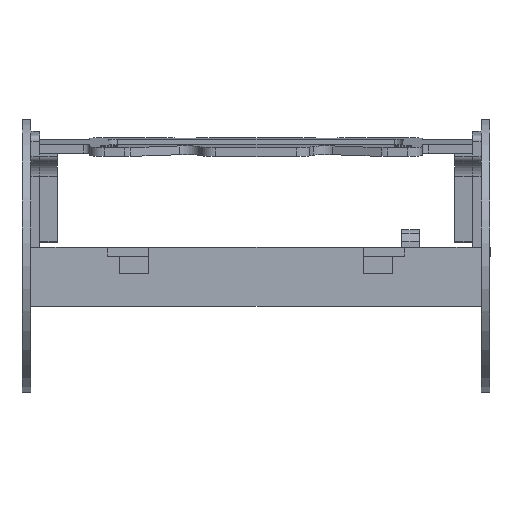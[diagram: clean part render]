
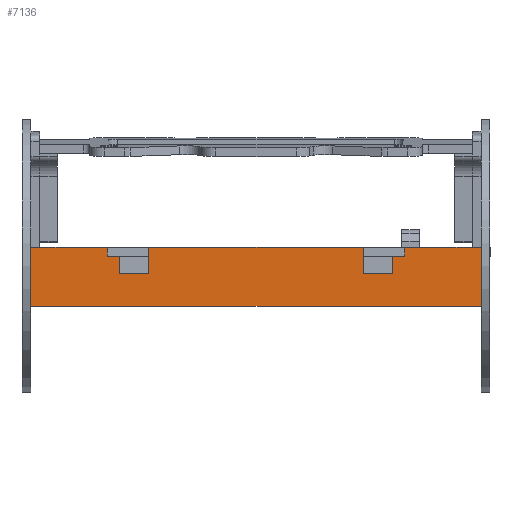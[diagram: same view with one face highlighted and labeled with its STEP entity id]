
A CAD part, top view. The second image highlights one B-rep face of the part: STEP entity #7136.
In plain terms, the highlighted face is planar.
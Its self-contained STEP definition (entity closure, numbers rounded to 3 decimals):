
#293=PLANE('',#7630);
#596=FACE_OUTER_BOUND('',#992,.T.);
#992=EDGE_LOOP('',(#5885,#5886,#5887,#5888,#5889,#5890,#5891,#5892,#5893,
#5894,#5895,#5896,#5897,#5898,#5899,#5900,#5901,#5902,#5903,#5904,#5905,
#5906,#5907,#5908));
#1573=LINE('',#11039,#2367);
#1576=LINE('',#11045,#2370);
#1579=LINE('',#11051,#2373);
#1582=LINE('',#11057,#2376);
#1585=LINE('',#11063,#2379);
#1588=LINE('',#11069,#2382);
#1591=LINE('',#11075,#2385);
#1594=LINE('',#11081,#2388);
#1597=LINE('',#11087,#2391);
#1600=LINE('',#11093,#2394);
#1603=LINE('',#11099,#2397);
#1606=LINE('',#11105,#2400);
#1609=LINE('',#11111,#2403);
#1612=LINE('',#11117,#2406);
#1615=LINE('',#11123,#2409);
#1618=LINE('',#11129,#2412);
#1621=LINE('',#11135,#2415);
#1624=LINE('',#11141,#2418);
#1627=LINE('',#11147,#2421);
#1630=LINE('',#11153,#2424);
#1633=LINE('',#11159,#2427);
#1636=LINE('',#11165,#2430);
#1639=LINE('',#11171,#2433);
#1642=LINE('',#11175,#2436);
#2367=VECTOR('',#8932,3.);
#2370=VECTOR('',#8937,5.);
#2373=VECTOR('',#8942,3.);
#2376=VECTOR('',#8947,4.);
#2379=VECTOR('',#8952,153.);
#2382=VECTOR('',#8957,4.);
#2385=VECTOR('',#8962,3.);
#2388=VECTOR('',#8967,5.);
#2391=VECTOR('',#8972,3.);
#2394=VECTOR('',#8977,11.);
#2397=VECTOR('',#8982,26.);
#2400=VECTOR('',#8987,3.);
#2403=VECTOR('',#8992,4.);
#2406=VECTOR('',#8997,6.);
#2409=VECTOR('',#9002,10.);
#2412=VECTOR('',#9007,9.);
#2415=VECTOR('',#9012,73.);
#2418=VECTOR('',#9017,9.);
#2421=VECTOR('',#9022,10.);
#2424=VECTOR('',#9027,6.);
#2427=VECTOR('',#9032,4.);
#2430=VECTOR('',#9037,3.);
#2433=VECTOR('',#9042,26.);
#2436=VECTOR('',#9047,11.);
#3355=VERTEX_POINT('',#11036);
#3356=VERTEX_POINT('',#11038);
#3358=VERTEX_POINT('',#11044);
#3360=VERTEX_POINT('',#11050);
#3362=VERTEX_POINT('',#11056);
#3364=VERTEX_POINT('',#11062);
#3366=VERTEX_POINT('',#11068);
#3368=VERTEX_POINT('',#11074);
#3370=VERTEX_POINT('',#11080);
#3372=VERTEX_POINT('',#11086);
#3374=VERTEX_POINT('',#11092);
#3376=VERTEX_POINT('',#11098);
#3378=VERTEX_POINT('',#11104);
#3380=VERTEX_POINT('',#11110);
#3382=VERTEX_POINT('',#11116);
#3384=VERTEX_POINT('',#11122);
#3386=VERTEX_POINT('',#11128);
#3388=VERTEX_POINT('',#11134);
#3390=VERTEX_POINT('',#11140);
#3392=VERTEX_POINT('',#11146);
#3394=VERTEX_POINT('',#11152);
#3396=VERTEX_POINT('',#11158);
#3398=VERTEX_POINT('',#11164);
#3400=VERTEX_POINT('',#11170);
#4219=EDGE_CURVE('',#3356,#3355,#1573,.T.);
#4222=EDGE_CURVE('',#3358,#3356,#1576,.T.);
#4225=EDGE_CURVE('',#3360,#3358,#1579,.T.);
#4228=EDGE_CURVE('',#3362,#3360,#1582,.T.);
#4231=EDGE_CURVE('',#3364,#3362,#1585,.T.);
#4234=EDGE_CURVE('',#3366,#3364,#1588,.T.);
#4237=EDGE_CURVE('',#3368,#3366,#1591,.T.);
#4240=EDGE_CURVE('',#3370,#3368,#1594,.T.);
#4243=EDGE_CURVE('',#3372,#3370,#1597,.T.);
#4246=EDGE_CURVE('',#3374,#3372,#1600,.T.);
#4249=EDGE_CURVE('',#3376,#3374,#1603,.T.);
#4252=EDGE_CURVE('',#3378,#3376,#1606,.T.);
#4255=EDGE_CURVE('',#3380,#3378,#1609,.T.);
#4258=EDGE_CURVE('',#3382,#3380,#1612,.T.);
#4261=EDGE_CURVE('',#3384,#3382,#1615,.T.);
#4264=EDGE_CURVE('',#3386,#3384,#1618,.T.);
#4267=EDGE_CURVE('',#3388,#3386,#1621,.T.);
#4270=EDGE_CURVE('',#3390,#3388,#1624,.T.);
#4273=EDGE_CURVE('',#3392,#3390,#1627,.T.);
#4276=EDGE_CURVE('',#3394,#3392,#1630,.T.);
#4279=EDGE_CURVE('',#3396,#3394,#1633,.T.);
#4282=EDGE_CURVE('',#3398,#3396,#1636,.T.);
#4285=EDGE_CURVE('',#3400,#3398,#1639,.T.);
#4288=EDGE_CURVE('',#3355,#3400,#1642,.T.);
#5885=ORIENTED_EDGE('',*,*,#4288,.T.);
#5886=ORIENTED_EDGE('',*,*,#4285,.T.);
#5887=ORIENTED_EDGE('',*,*,#4282,.T.);
#5888=ORIENTED_EDGE('',*,*,#4279,.T.);
#5889=ORIENTED_EDGE('',*,*,#4276,.T.);
#5890=ORIENTED_EDGE('',*,*,#4273,.T.);
#5891=ORIENTED_EDGE('',*,*,#4270,.T.);
#5892=ORIENTED_EDGE('',*,*,#4267,.T.);
#5893=ORIENTED_EDGE('',*,*,#4264,.T.);
#5894=ORIENTED_EDGE('',*,*,#4261,.T.);
#5895=ORIENTED_EDGE('',*,*,#4258,.T.);
#5896=ORIENTED_EDGE('',*,*,#4255,.T.);
#5897=ORIENTED_EDGE('',*,*,#4252,.T.);
#5898=ORIENTED_EDGE('',*,*,#4249,.T.);
#5899=ORIENTED_EDGE('',*,*,#4246,.T.);
#5900=ORIENTED_EDGE('',*,*,#4243,.T.);
#5901=ORIENTED_EDGE('',*,*,#4240,.T.);
#5902=ORIENTED_EDGE('',*,*,#4237,.T.);
#5903=ORIENTED_EDGE('',*,*,#4234,.T.);
#5904=ORIENTED_EDGE('',*,*,#4231,.T.);
#5905=ORIENTED_EDGE('',*,*,#4228,.T.);
#5906=ORIENTED_EDGE('',*,*,#4225,.T.);
#5907=ORIENTED_EDGE('',*,*,#4222,.T.);
#5908=ORIENTED_EDGE('',*,*,#4219,.T.);
#7136=ADVANCED_FACE('',(#596),#293,.T.);
#7630=AXIS2_PLACEMENT_3D('',#11177,#9050,#9051);
#8932=DIRECTION('',(0.,1.,0.));
#8937=DIRECTION('',(0.,0.,-1.));
#8942=DIRECTION('',(0.,-1.,0.));
#8947=DIRECTION('',(0.,0.,-1.));
#8952=DIRECTION('',(0.,-1.,0.));
#8957=DIRECTION('',(0.,0.,1.));
#8962=DIRECTION('',(0.,-1.,0.));
#8967=DIRECTION('',(0.,0.,1.));
#8972=DIRECTION('',(0.,1.,0.));
#8977=DIRECTION('',(0.,0.,1.));
#8982=DIRECTION('',(0.,1.,0.));
#8987=DIRECTION('',(0.,0.,-1.));
#8992=DIRECTION('',(0.,1.,0.));
#8997=DIRECTION('',(0.,0.,-1.));
#9002=DIRECTION('',(0.,1.,0.));
#9007=DIRECTION('',(0.,0.,1.));
#9012=DIRECTION('',(0.,1.,0.));
#9017=DIRECTION('',(0.,0.,-1.));
#9022=DIRECTION('',(0.,1.,0.));
#9027=DIRECTION('',(0.,0.,1.));
#9032=DIRECTION('',(0.,1.,0.));
#9037=DIRECTION('',(0.,0.,1.));
#9042=DIRECTION('',(0.,1.,0.));
#9047=DIRECTION('',(0.,0.,-1.));
#9050=DIRECTION('center_axis',(1.,0.,0.));
#9051=DIRECTION('ref_axis',(0.,0.,-1.));
#11036=CARTESIAN_POINT('',(3.,0.,11.));
#11038=CARTESIAN_POINT('',(3.,-3.,11.));
#11039=CARTESIAN_POINT('',(3.,0.,11.));
#11044=CARTESIAN_POINT('',(3.,-3.,16.));
#11045=CARTESIAN_POINT('',(3.,-3.,11.));
#11050=CARTESIAN_POINT('',(3.,0.,16.));
#11051=CARTESIAN_POINT('',(3.,-3.,16.));
#11056=CARTESIAN_POINT('',(3.,0.,20.));
#11057=CARTESIAN_POINT('',(3.,0.,16.));
#11062=CARTESIAN_POINT('',(3.,153.,20.));
#11063=CARTESIAN_POINT('',(3.,0.,20.));
#11068=CARTESIAN_POINT('',(3.,153.,16.));
#11069=CARTESIAN_POINT('',(3.,153.,20.));
#11074=CARTESIAN_POINT('',(3.,156.,16.));
#11075=CARTESIAN_POINT('',(3.,153.,16.));
#11080=CARTESIAN_POINT('',(3.,156.,11.));
#11081=CARTESIAN_POINT('',(3.,156.,16.));
#11086=CARTESIAN_POINT('',(3.,153.,11.));
#11087=CARTESIAN_POINT('',(3.,156.,11.));
#11092=CARTESIAN_POINT('',(3.,153.,0.));
#11093=CARTESIAN_POINT('',(3.,153.,11.));
#11098=CARTESIAN_POINT('',(3.,127.,0.));
#11099=CARTESIAN_POINT('',(3.,153.,0.));
#11104=CARTESIAN_POINT('',(3.,127.,3.));
#11105=CARTESIAN_POINT('',(3.,127.,0.));
#11110=CARTESIAN_POINT('',(3.,123.,3.));
#11111=CARTESIAN_POINT('',(3.,127.,3.));
#11116=CARTESIAN_POINT('',(3.,123.,9.));
#11117=CARTESIAN_POINT('',(3.,123.,3.));
#11122=CARTESIAN_POINT('',(3.,113.,9.));
#11123=CARTESIAN_POINT('',(3.,123.,9.));
#11128=CARTESIAN_POINT('',(3.,113.,0.));
#11129=CARTESIAN_POINT('',(3.,113.,9.));
#11134=CARTESIAN_POINT('',(3.,40.,0.));
#11135=CARTESIAN_POINT('',(3.,113.,0.));
#11140=CARTESIAN_POINT('',(3.,40.,9.));
#11141=CARTESIAN_POINT('',(3.,40.,0.));
#11146=CARTESIAN_POINT('',(3.,30.,9.));
#11147=CARTESIAN_POINT('',(3.,40.,9.));
#11152=CARTESIAN_POINT('',(3.,30.,3.));
#11153=CARTESIAN_POINT('',(3.,30.,9.));
#11158=CARTESIAN_POINT('',(3.,26.,3.));
#11159=CARTESIAN_POINT('',(3.,30.,3.));
#11164=CARTESIAN_POINT('',(3.,26.,0.));
#11165=CARTESIAN_POINT('',(3.,26.,3.));
#11170=CARTESIAN_POINT('',(3.,0.,0.));
#11171=CARTESIAN_POINT('',(3.,26.,0.));
#11175=CARTESIAN_POINT('',(3.,0.,0.));
#11177=CARTESIAN_POINT('Origin',(3.,76.5,10.122));
